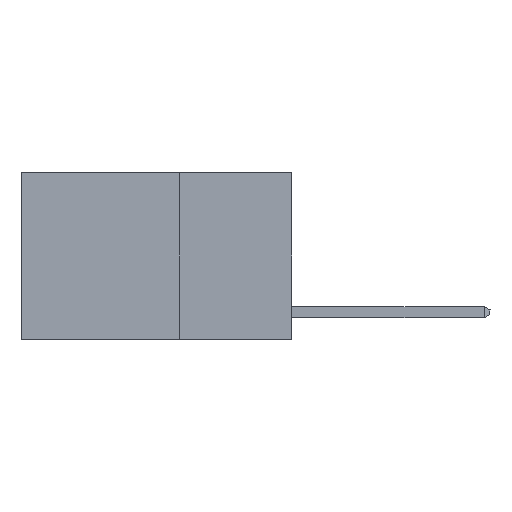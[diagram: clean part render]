
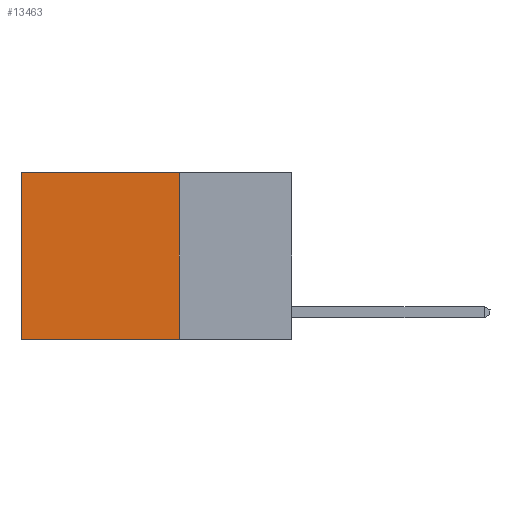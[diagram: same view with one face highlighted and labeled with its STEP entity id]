
A CAD part, left-side view. The second image highlights one B-rep face of the part: STEP entity #13463.
In plain terms, the highlighted planar face has unit normal (-1, 0, 0).
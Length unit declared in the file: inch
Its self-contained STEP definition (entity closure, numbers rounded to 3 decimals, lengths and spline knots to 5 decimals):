
#4 = VERTEX_POINT ( 'NONE', #5314 ) ;
#35 = ORIENTED_EDGE ( 'NONE', *, *, #8879, .F. ) ;
#212 = LINE ( 'NONE', #2011, #13088 ) ;
#483 = CARTESIAN_POINT ( 'NONE',  ( 0.2625, 0.6, -0.37 ) ) ;
#1273 = ORIENTED_EDGE ( 'NONE', *, *, #9505, .T. ) ;
#1368 = DIRECTION ( 'NONE',  ( 0., 0., -1. ) ) ;
#2011 = CARTESIAN_POINT ( 'NONE',  ( 0.2625, 0.25, 0. ) ) ;
#2644 = VERTEX_POINT ( 'NONE', #483 ) ;
#3458 = DIRECTION ( 'NONE',  ( 0., 0., -1. ) ) ;
#3958 = ORIENTED_EDGE ( 'NONE', *, *, #13466, .T. ) ;
#4877 = EDGE_LOOP ( 'NONE', ( #3958, #35, #6064, #1273 ) ) ;
#5222 = CARTESIAN_POINT ( 'NONE',  ( 0.2625, 0.25, 0. ) ) ;
#5314 = CARTESIAN_POINT ( 'NONE',  ( 0.2625, 0.25, -0.37 ) ) ;
#6064 = ORIENTED_EDGE ( 'NONE', *, *, #9266, .F. ) ;
#6525 = CARTESIAN_POINT ( 'NONE',  ( 0.2625, 0.25, -0.37 ) ) ;
#6563 = DIRECTION ( 'NONE',  ( 1., 0., 0. ) ) ;
#6690 = LINE ( 'NONE', #6525, #15670 ) ;
#7161 = CARTESIAN_POINT ( 'NONE',  ( 0.2625, 0.25, 0. ) ) ;
#7674 = AXIS2_PLACEMENT_3D ( 'NONE', #5222, #6563, #15489 ) ;
#7805 = DIRECTION ( 'NONE',  ( 0., 1., 0. ) ) ;
#7844 = CARTESIAN_POINT ( 'NONE',  ( 0.2625, 0.6, 0. ) ) ;
#8020 = CARTESIAN_POINT ( 'NONE',  ( 0.2625, 0.6, 0. ) ) ;
#8879 = EDGE_CURVE ( 'NONE', #4, #2644, #6690, .T. ) ;
#9266 = EDGE_CURVE ( 'NONE', #15955, #4, #212, .T. ) ;
#9505 = EDGE_CURVE ( 'NONE', #15955, #15177, #16248, .T. ) ;
#9643 = LINE ( 'NONE', #7844, #16418 ) ;
#9870 = VECTOR ( 'NONE', #11539, 39.37008 ) ;
#10269 = CARTESIAN_POINT ( 'NONE',  ( 0.2625, 0.25, 0. ) ) ;
#11539 = DIRECTION ( 'NONE',  ( 0., 1., 0. ) ) ;
#11648 = PLANE ( 'NONE',  #7674 ) ;
#13060 = FACE_OUTER_BOUND ( 'NONE', #4877, .T. ) ;
#13088 = VECTOR ( 'NONE', #3458, 39.37008 ) ;
#13463 = ADVANCED_FACE ( 'NONE', ( #13060 ), #11648, .F. ) ;
#13466 = EDGE_CURVE ( 'NONE', #15177, #2644, #9643, .T. ) ;
#15177 = VERTEX_POINT ( 'NONE', #8020 ) ;
#15489 = DIRECTION ( 'NONE',  ( 0., 0., -1. ) ) ;
#15670 = VECTOR ( 'NONE', #7805, 39.37008 ) ;
#15955 = VERTEX_POINT ( 'NONE', #7161 ) ;
#16248 = LINE ( 'NONE', #10269, #9870 ) ;
#16418 = VECTOR ( 'NONE', #1368, 39.37008 ) ;
